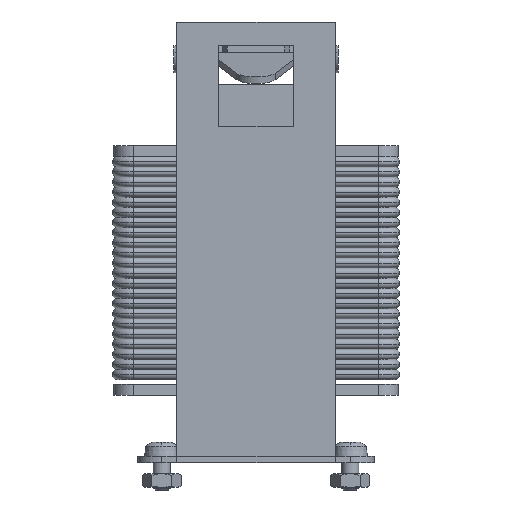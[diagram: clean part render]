
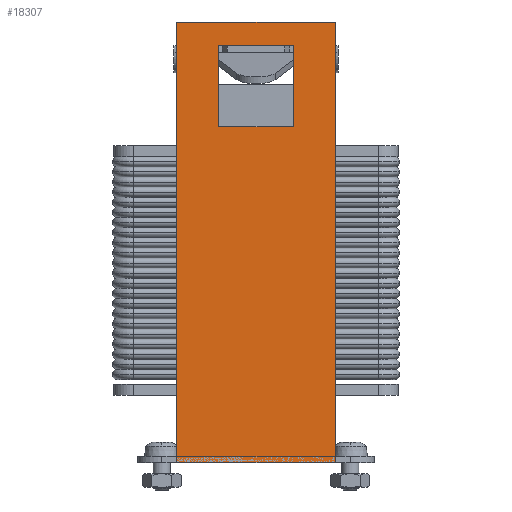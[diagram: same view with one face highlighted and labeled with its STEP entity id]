
A CAD part, left-side view. The second image highlights one B-rep face of the part: STEP entity #18307.
In plain terms, the highlighted planar face has unit normal (-1, 0, 0).
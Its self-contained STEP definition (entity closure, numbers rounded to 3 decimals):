
#17886=CARTESIAN_POINT('',(-29.4,-11.75,65.3));
#17887=VERTEX_POINT('',#17886);
#17894=CARTESIAN_POINT('',(-29.4,-11.75,0.0));
#17895=VERTEX_POINT('',#17894);
#17896=CARTESIAN_POINT('',(-29.4,-11.75,0.0));
#17897=DIRECTION('',(0.0,0.0,1.0));
#17898=VECTOR('',#17897,65.3);
#17899=LINE('',#17896,#17898);
#17900=EDGE_CURVE('',#17895,#17887,#17899,.T.);
#18031=CARTESIAN_POINT('',(-29.4,11.75,65.3));
#18032=VERTEX_POINT('',#18031);
#18039=CARTESIAN_POINT('',(-29.4,-11.75,65.3));
#18040=DIRECTION('',(0.0,1.0,0.0));
#18041=VECTOR('',#18040,23.5);
#18042=LINE('',#18039,#18041);
#18043=EDGE_CURVE('',#17887,#18032,#18042,.T.);
#18156=CARTESIAN_POINT('',(-29.4,5.5,61.8));
#18157=VERTEX_POINT('',#18156);
#18164=CARTESIAN_POINT('',(-29.4,5.5,49.8));
#18165=VERTEX_POINT('',#18164);
#18166=CARTESIAN_POINT('',(-29.4,5.5,49.8));
#18167=DIRECTION('',(0.0,0.0,1.0));
#18168=VECTOR('',#18167,12.0);
#18169=LINE('',#18166,#18168);
#18170=EDGE_CURVE('',#18165,#18157,#18169,.T.);
#18188=CARTESIAN_POINT('',(-29.4,-5.5,49.8));
#18189=VERTEX_POINT('',#18188);
#18190=CARTESIAN_POINT('',(-29.4,-5.5,49.8));
#18191=DIRECTION('',(0.0,1.0,0.0));
#18192=VECTOR('',#18191,11.0);
#18193=LINE('',#18190,#18192);
#18194=EDGE_CURVE('',#18189,#18165,#18193,.T.);
#18212=CARTESIAN_POINT('',(-29.4,-5.5,61.8));
#18213=VERTEX_POINT('',#18212);
#18214=CARTESIAN_POINT('',(-29.4,-5.5,61.8));
#18215=DIRECTION('',(0.0,0.0,-1.0));
#18216=VECTOR('',#18215,12.0);
#18217=LINE('',#18214,#18216);
#18218=EDGE_CURVE('',#18213,#18189,#18217,.T.);
#18236=CARTESIAN_POINT('',(-29.4,5.5,61.8));
#18237=DIRECTION('',(0.0,-1.0,0.0));
#18238=VECTOR('',#18237,11.0);
#18239=LINE('',#18236,#18238);
#18240=EDGE_CURVE('',#18157,#18213,#18239,.T.);
#18252=CARTESIAN_POINT('',(-29.4,11.75,0.0));
#18253=VERTEX_POINT('',#18252);
#18260=CARTESIAN_POINT('',(-29.4,11.75,65.3));
#18261=DIRECTION('',(0.0,0.0,-1.0));
#18262=VECTOR('',#18261,65.3);
#18263=LINE('',#18260,#18262);
#18264=EDGE_CURVE('',#18032,#18253,#18263,.T.);
#18280=CARTESIAN_POINT('',(-29.4,11.75,0.0));
#18281=DIRECTION('',(0.0,-1.0,0.0));
#18282=VECTOR('',#18281,23.5);
#18283=LINE('',#18280,#18282);
#18284=EDGE_CURVE('',#18253,#17895,#18283,.T.);
#18290=CARTESIAN_POINT('',(-29.4,0.,32.65));
#18291=DIRECTION('',(1.0,0.0,0.0));
#18292=DIRECTION('',(0.0,0.0,-1.0));
#18293=AXIS2_PLACEMENT_3D('',#18290,#18291,#18292);
#18294=PLANE('',#18293);
#18295=ORIENTED_EDGE('',*,*,#17900,.T.);
#18296=ORIENTED_EDGE('',*,*,#18043,.T.);
#18297=ORIENTED_EDGE('',*,*,#18264,.T.);
#18298=ORIENTED_EDGE('',*,*,#18284,.T.);
#18299=EDGE_LOOP('',(#18295,#18296,#18297,#18298));
#18300=FACE_OUTER_BOUND('',#18299,.T.);
#18301=ORIENTED_EDGE('',*,*,#18170,.T.);
#18302=ORIENTED_EDGE('',*,*,#18240,.T.);
#18303=ORIENTED_EDGE('',*,*,#18218,.T.);
#18304=ORIENTED_EDGE('',*,*,#18194,.T.);
#18305=EDGE_LOOP('',(#18301,#18302,#18303,#18304));
#18306=FACE_BOUND('',#18305,.T.);
#18307=ADVANCED_FACE('',(#18300,#18306),#18294,.F.);
